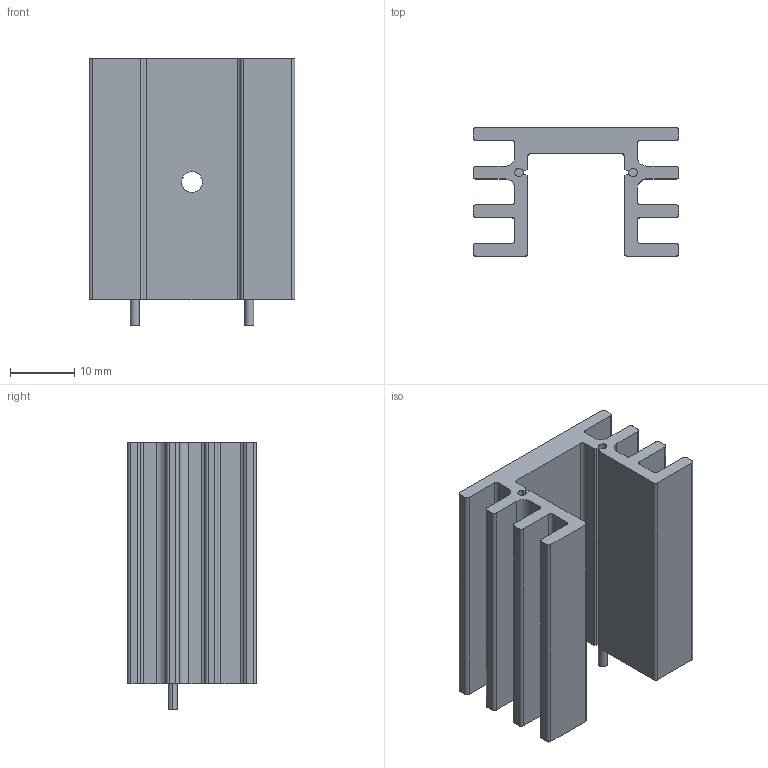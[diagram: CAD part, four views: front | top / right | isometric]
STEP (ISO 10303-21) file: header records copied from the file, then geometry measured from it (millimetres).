
FILE_DESCRIPTION(/* description */ (''),/* implementation_level */ '2;1');
FILE_NAME(/* name */ 'V5220X',/* time_stamp */ '2017-02-18T13:29:08+01:00',/* author */ (''),/* organization */ (''),/* preprocessor_version */ 'ST-DEVELOPER v14',/* originating_system */ '',/* authorisation */ '');
FILE_SCHEMA (('AUTOMOTIVE_DESIGN'));
Length unit declared in the file: millimetre
Products named in the file (1): Document
Bounding box: 32 x 20 x 41.5 mm (x, y, z)
Volume: 9060.2 mm3; surface area: 8612.8 mm2
Topology: 3 solids, 3 shells, 100 faces, 282 edges, 188 vertices
Faces by surface type: bspline 94, plane 6
Entity records: 3076 total; most frequent: CARTESIAN_POINT 1664, ORIENTED_EDGE 564, EDGE_CURVE 282, VERTEX_POINT 188, EDGE_LOOP 102, ADVANCED_FACE 100, FACE_OUTER_BOUND 100, DIRECTION 10
